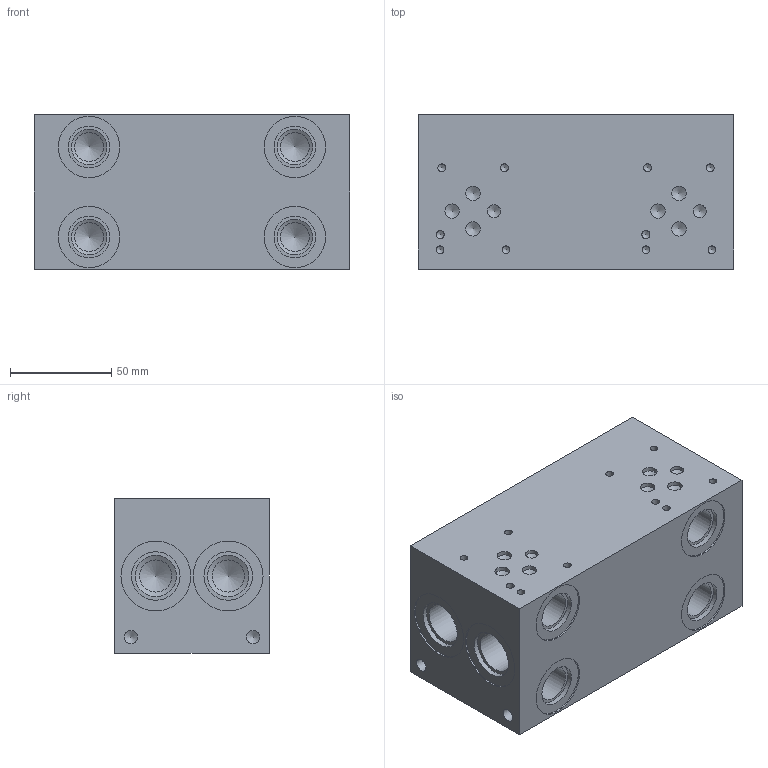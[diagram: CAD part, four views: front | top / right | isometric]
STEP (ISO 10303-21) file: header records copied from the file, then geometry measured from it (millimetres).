
FILE_DESCRIPTION((''),'2;1');
FILE_NAME('AD03P024S_SPAD.stp','2013-04-25T13:36:23',('juliea'),(''),'Autodesk Inventor 2012','Autodesk Inventor 2012','');
FILE_SCHEMA(('AUTOMOTIVE_DESIGN { 1 0 10303 214 1 1 1 1 }'));
Length unit declared in the file: millimetre
Products named in the file (1): AD03P024S_SPAD
Bounding box: 155.57 x 76.2 x 76.2 mm (x, y, z)
Volume: 813701.4 mm3; surface area: 79683.1 mm2
Topology: 1 solids, 1 shells, 134 faces, 280 edges, 168 vertices
Faces by surface type: cylinder 64, cone 44, plane 26
Full cylindrical faces by diameter (mm): 3.785 x8, 3.962 x2, 6.35 x2, 6.528 x4, 7.137 x6, 13.487 x2, 14.3 x4, 15.875 x4, 17.45 x2, 17.501 x4, 18.542 x2, 20.447 x4, 20.599 x4, 20.625 x2, 21.819 x2, 23.901 x4, 30.251 x4, 34.417 x4
Entity records: 2742 total; most frequent: DIRECTION 538, CARTESIAN_POINT 411, ORIENTED_EDGE 280, AXIS2_PLACEMENT_3D 263, EDGE_LOOP 262, EDGE_CURVE 140, VERTEX_POINT 136, FACE_OUTER_BOUND 134
